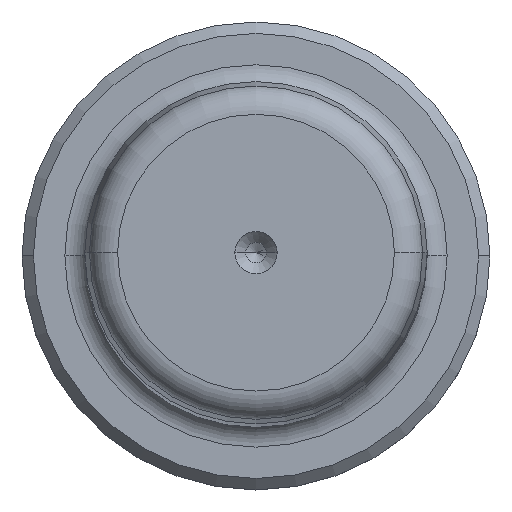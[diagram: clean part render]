
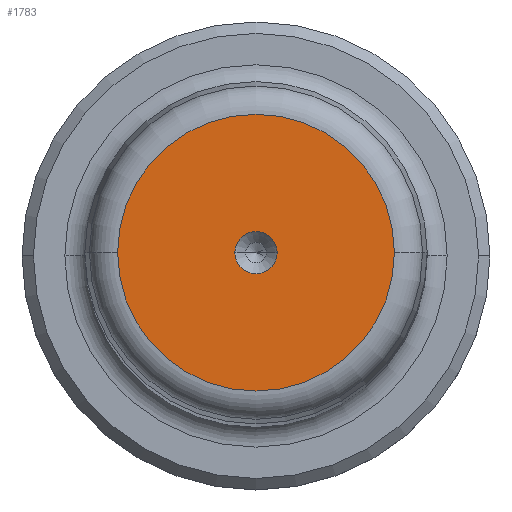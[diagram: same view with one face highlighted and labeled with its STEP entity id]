
A CAD part, top view. The second image highlights one B-rep face of the part: STEP entity #1783.
In plain terms, the highlighted planar face has unit normal (0, 0, 1).
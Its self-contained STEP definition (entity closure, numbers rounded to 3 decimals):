
#37 = EDGE_LOOP ( 'NONE', ( #2201, #463 ) ) ;
#81 = AXIS2_PLACEMENT_3D ( 'NONE', #322, #1605, #500 ) ;
#176 = CARTESIAN_POINT ( 'NONE',  ( 0., 0., 200. ) ) ;
#200 = FACE_BOUND ( 'NONE', #1140, .T. ) ;
#308 = VERTEX_POINT ( 'NONE', #928 ) ;
#322 = CARTESIAN_POINT ( 'NONE',  ( 0., 0., 200. ) ) ;
#349 = VERTEX_POINT ( 'NONE', #2034 ) ;
#442 = DIRECTION ( 'NONE',  ( 0., 0., 1. ) ) ;
#463 = ORIENTED_EDGE ( 'NONE', *, *, #2061, .T. ) ;
#500 = DIRECTION ( 'NONE',  ( 1., 0., 0. ) ) ;
#513 = AXIS2_PLACEMENT_3D ( 'NONE', #176, #721, #534 ) ;
#534 = DIRECTION ( 'NONE',  ( 1., 0., 0. ) ) ;
#588 = DIRECTION ( 'NONE',  ( 0., 0., 1. ) ) ;
#645 = AXIS2_PLACEMENT_3D ( 'NONE', #1670, #588, #1851 ) ;
#721 = DIRECTION ( 'NONE',  ( 0., 0., 1. ) ) ;
#777 = DIRECTION ( 'NONE',  ( 0., 0., 1. ) ) ;
#837 = CARTESIAN_POINT ( 'NONE',  ( -12.124, 0., 200. ) ) ;
#844 = AXIS2_PLACEMENT_3D ( 'NONE', #1540, #442, #1714 ) ;
#928 = CARTESIAN_POINT ( 'NONE',  ( -1.85, 0., 200. ) ) ;
#1140 = EDGE_LOOP ( 'NONE', ( #1724, #1267 ) ) ;
#1267 = ORIENTED_EDGE ( 'NONE', *, *, #1912, .F. ) ;
#1360 = CARTESIAN_POINT ( 'NONE',  ( 12.124, 0., 200. ) ) ;
#1433 = CIRCLE ( 'NONE', #645, 1.85 ) ;
#1460 = EDGE_CURVE ( 'NONE', #349, #308, #2315, .T. ) ;
#1540 = CARTESIAN_POINT ( 'NONE',  ( 0., 0., 200. ) ) ;
#1545 = FACE_OUTER_BOUND ( 'NONE', #37, .T. ) ;
#1601 = VERTEX_POINT ( 'NONE', #837 ) ;
#1605 = DIRECTION ( 'NONE',  ( 0., 0., 1. ) ) ;
#1628 = PLANE ( 'NONE',  #513 ) ;
#1669 = CIRCLE ( 'NONE', #1732, 12.124 ) ;
#1670 = CARTESIAN_POINT ( 'NONE',  ( 0., 0., 200. ) ) ;
#1714 = DIRECTION ( 'NONE',  ( 1., 0., 0. ) ) ;
#1724 = ORIENTED_EDGE ( 'NONE', *, *, #1460, .F. ) ;
#1732 = AXIS2_PLACEMENT_3D ( 'NONE', #1847, #777, #2036 ) ;
#1783 = ADVANCED_FACE ( 'NONE', ( #200, #1545 ), #1628, .T. ) ;
#1847 = CARTESIAN_POINT ( 'NONE',  ( 0., 0., 200. ) ) ;
#1851 = DIRECTION ( 'NONE',  ( 1., 0., 0. ) ) ;
#1912 = EDGE_CURVE ( 'NONE', #308, #349, #1433, .T. ) ;
#2034 = CARTESIAN_POINT ( 'NONE',  ( 1.85, 0., 200. ) ) ;
#2036 = DIRECTION ( 'NONE',  ( 1., 0., 0. ) ) ;
#2055 = VERTEX_POINT ( 'NONE', #1360 ) ;
#2061 = EDGE_CURVE ( 'NONE', #1601, #2055, #1669, .T. ) ;
#2171 = CIRCLE ( 'NONE', #844, 12.124 ) ;
#2180 = EDGE_CURVE ( 'NONE', #2055, #1601, #2171, .T. ) ;
#2201 = ORIENTED_EDGE ( 'NONE', *, *, #2180, .T. ) ;
#2315 = CIRCLE ( 'NONE', #81, 1.85 ) ;
